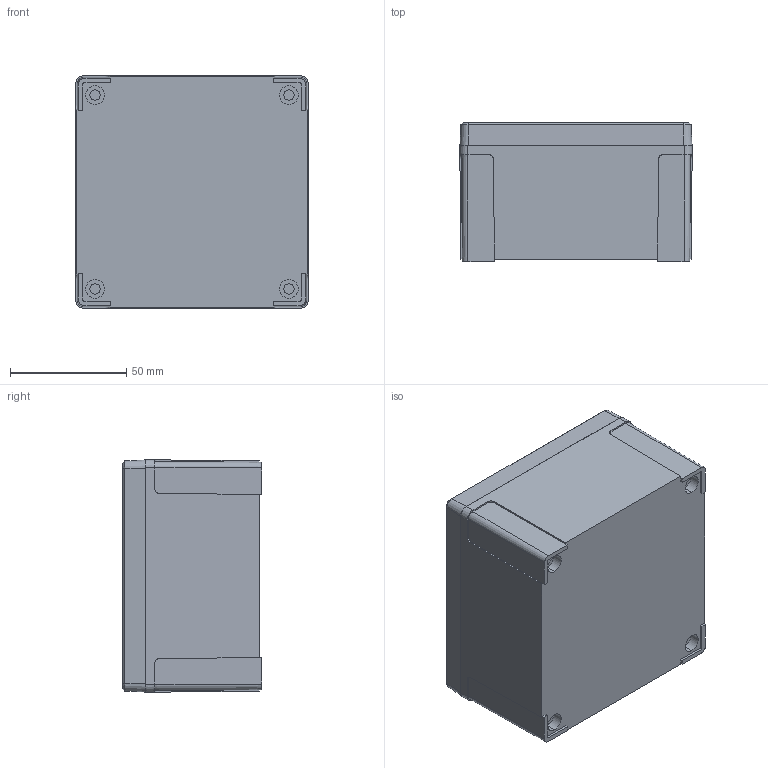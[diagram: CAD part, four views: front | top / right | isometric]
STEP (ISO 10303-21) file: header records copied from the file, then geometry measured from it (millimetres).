
FILE_DESCRIPTION (( 'STEP AP214' ), '1' );
FILE_NAME ('6011331_FIBOX_MNX_PC_95_60_HG.STEP', '2023-02-16T12:58:50', ( '' ), ( '' ), 'SwSTEP 2.0', 'SolidWorks 2021', '' );
FILE_SCHEMA (( 'AUTOMOTIVE_DESIGN' ));
Length unit declared in the file: millimetre
Products named in the file (4): 6011331_FIBOX_MNX_PC_95_60_HG; FIBOX_MNX9510C; FIBOX_MNX95HB; FIBOX_MNXSS14550L
Assembly tree (6 placements, depth 2):
  6011331_FIBOX_MNX_PC_95_60_HG
    FIBOX_MNX95HB
    FIBOX_MNX9510C
    FIBOX_MNXSS14550L  x4
Bounding box: 100.1 x 60 x 100.1 mm (x, y, z)
Volume: 158109.7 mm3; surface area: 95060.4 mm2
Topology: 6 solids, 6 shells, 498 faces, 1233 edges, 814 vertices
Faces by surface type: plane 290, cylinder 168, cone 40
Entity records: 12655 total; most frequent: CARTESIAN_POINT 2326, DIRECTION 2191, ORIENTED_EDGE 2058, EDGE_CURVE 1029, AXIS2_PLACEMENT_3D 787, VERTEX_POINT 682, VECTOR 617, LINE 617
